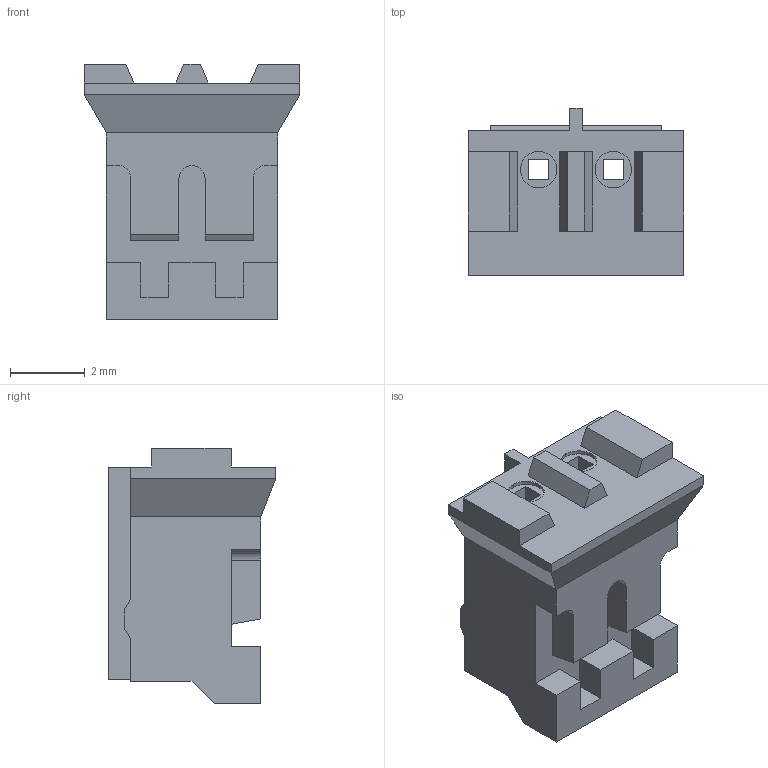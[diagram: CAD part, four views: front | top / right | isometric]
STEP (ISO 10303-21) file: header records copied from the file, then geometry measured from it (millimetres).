
FILE_DESCRIPTION (( 'STEP AP214' ), '1' );
FILE_NAME ('PHR-2.STEP', '2019-06-25T23:30:48', ( '' ), ( '' ), 'SwSTEP 2.0', 'SolidWorks 2017', '' );
FILE_SCHEMA (( 'AUTOMOTIVE_DESIGN' ));
Length unit declared in the file: millimetre
Products named in the file (1): PHR-2
Bounding box: 5.79 x 4.5 x 6.85 mm (x, y, z)
Volume: 96.8 mm3; surface area: 193.2 mm2
Topology: 1 solids, 1 shells, 75 faces, 206 edges, 136 vertices
Faces by surface type: plane 68, cylinder 7
Entity records: 2384 total; most frequent: CARTESIAN_POINT 418, ORIENTED_EDGE 412, DIRECTION 372, EDGE_CURVE 206, VECTOR 192, LINE 192, VERTEX_POINT 136, AXIS2_PLACEMENT_3D 90
